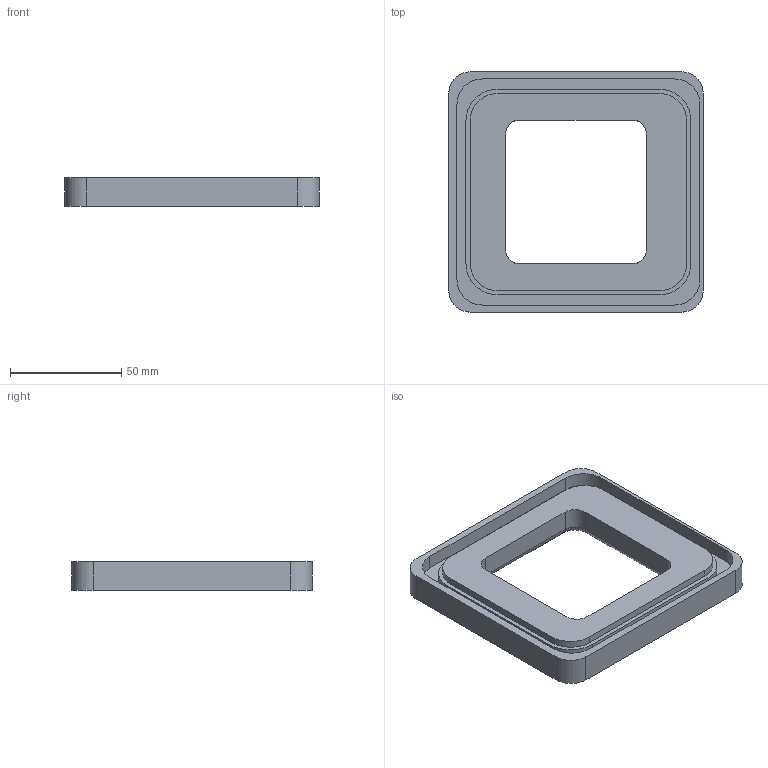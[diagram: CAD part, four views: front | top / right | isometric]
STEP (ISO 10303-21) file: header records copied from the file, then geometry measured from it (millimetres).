
FILE_DESCRIPTION(/* description */ (''),/* implementation_level */ '2;1');
FILE_NAME(/* name */ 'RAT WATER BOTTLE TRANSITION.stp',/* time_stamp */ '2018-05-15T09:48:13-04:00',/* author */ ('rogersr'),/* organization */ (''),/* preprocessor_version */ 'ST-DEVELOPER v17',/* originating_system */ 'Autodesk Inventor 2018',/* authorisation */ '');
FILE_SCHEMA (('AUTOMOTIVE_DESIGN { 1 0 10303 214 3 1 1 }'));
Length unit declared in the file: inch
Products named in the file (1): RAT WATER BOTTLE TRANSITION
Bounding box: 114.3 x 107.95 x 12.7 mm (x, y, z)
Volume: 79221.9 mm3; surface area: 33437.3 mm2
Topology: 1 solids, 1 shells, 76 faces, 198 edges, 128 vertices
Faces by surface type: plane 36, cylinder 32, torus 8
Entity records: 2399 total; most frequent: DIRECTION 424, CARTESIAN_POINT 423, ORIENTED_EDGE 396, EDGE_CURVE 198, AXIS2_PLACEMENT_3D 153, VERTEX_POINT 128, LINE 118, VECTOR 118
